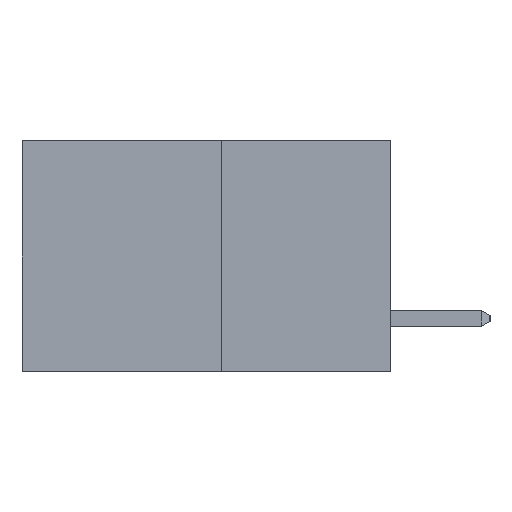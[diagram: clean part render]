
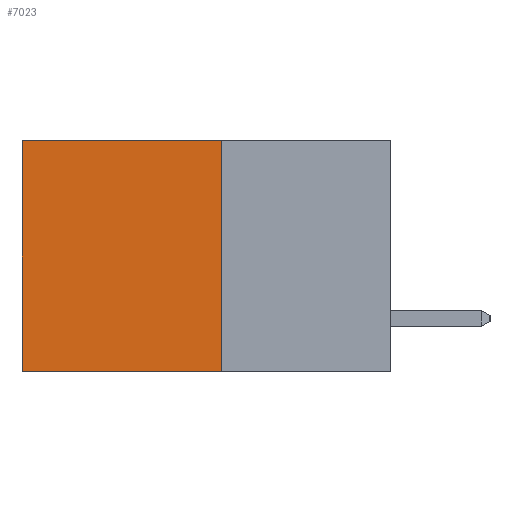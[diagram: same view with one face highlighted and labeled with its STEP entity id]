
A CAD part, left-side view. The second image highlights one B-rep face of the part: STEP entity #7023.
In plain terms, the highlighted planar face has unit normal (-1, 0, 0).
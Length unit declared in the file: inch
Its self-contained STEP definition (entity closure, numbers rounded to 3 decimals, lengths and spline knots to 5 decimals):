
#53 = CARTESIAN_POINT ( 'NONE',  ( 0.277, 0.27, -0.37 ) ) ;
#372 = LINE ( 'NONE', #53, #2008 ) ;
#649 = ORIENTED_EDGE ( 'NONE', *, *, #3027, .T. ) ;
#739 = DIRECTION ( 'NONE',  ( 0., 1., 0. ) ) ;
#1053 = EDGE_CURVE ( 'NONE', #3072, #5606, #1433, .T. ) ;
#1334 = VECTOR ( 'NONE', #2716, 39.37008 ) ;
#1339 = VERTEX_POINT ( 'NONE', #6747 ) ;
#1400 = CARTESIAN_POINT ( 'NONE',  ( 0.277, 0.27, -0.37 ) ) ;
#1433 = LINE ( 'NONE', #6672, #4933 ) ;
#1880 = ORIENTED_EDGE ( 'NONE', *, *, #4164, .T. ) ;
#2008 = VECTOR ( 'NONE', #739, 39.37008 ) ;
#2097 = AXIS2_PLACEMENT_3D ( 'NONE', #1400, #6961, #2822 ) ;
#2159 = CARTESIAN_POINT ( 'NONE',  ( 0.277, 0.59, -0.37 ) ) ;
#2196 = CARTESIAN_POINT ( 'NONE',  ( 0.277, 0.59, -0.37 ) ) ;
#2716 = DIRECTION ( 'NONE',  ( 0., 1., 0. ) ) ;
#2822 = DIRECTION ( 'NONE',  ( 0., 0., -1. ) ) ;
#3027 = EDGE_CURVE ( 'NONE', #1339, #4317, #5638, .T. ) ;
#3072 = VERTEX_POINT ( 'NONE', #8299 ) ;
#3612 = CARTESIAN_POINT ( 'NONE',  ( 0.277, 0.27, -0.37 ) ) ;
#3630 = EDGE_CURVE ( 'NONE', #5606, #4317, #372, .T. ) ;
#3797 = EDGE_LOOP ( 'NONE', ( #649, #6769, #3950, #1880 ) ) ;
#3798 = VECTOR ( 'NONE', #7971, 39.37008 ) ;
#3950 = ORIENTED_EDGE ( 'NONE', *, *, #1053, .F. ) ;
#4164 = EDGE_CURVE ( 'NONE', #3072, #1339, #8869, .T. ) ;
#4317 = VERTEX_POINT ( 'NONE', #2159 ) ;
#4933 = VECTOR ( 'NONE', #7390, 39.37008 ) ;
#5592 = PLANE ( 'NONE',  #2097 ) ;
#5606 = VERTEX_POINT ( 'NONE', #3612 ) ;
#5638 = LINE ( 'NONE', #2196, #3798 ) ;
#6516 = FACE_OUTER_BOUND ( 'NONE', #3797, .T. ) ;
#6672 = CARTESIAN_POINT ( 'NONE',  ( 0.277, 0.27, -0.37 ) ) ;
#6747 = CARTESIAN_POINT ( 'NONE',  ( 0.277, 0.59, 0. ) ) ;
#6769 = ORIENTED_EDGE ( 'NONE', *, *, #3630, .F. ) ;
#6961 = DIRECTION ( 'NONE',  ( 1., 0., 0. ) ) ;
#7023 = ADVANCED_FACE ( 'NONE', ( #6516 ), #5592, .F. ) ;
#7390 = DIRECTION ( 'NONE',  ( 0., 0., -1. ) ) ;
#7555 = CARTESIAN_POINT ( 'NONE',  ( 0.277, 0.27, 0. ) ) ;
#7971 = DIRECTION ( 'NONE',  ( 0., 0., -1. ) ) ;
#8299 = CARTESIAN_POINT ( 'NONE',  ( 0.277, 0.27, 0. ) ) ;
#8869 = LINE ( 'NONE', #7555, #1334 ) ;
